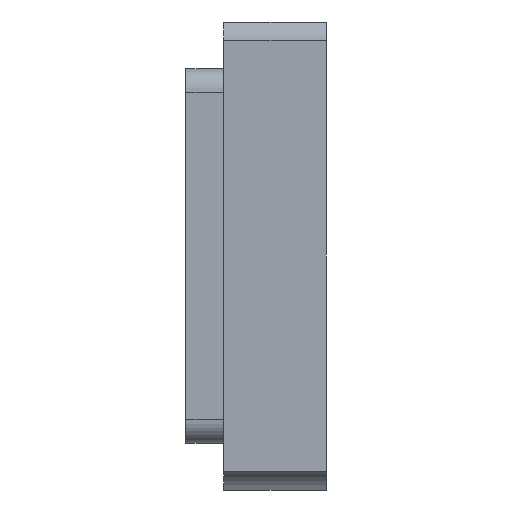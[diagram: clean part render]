
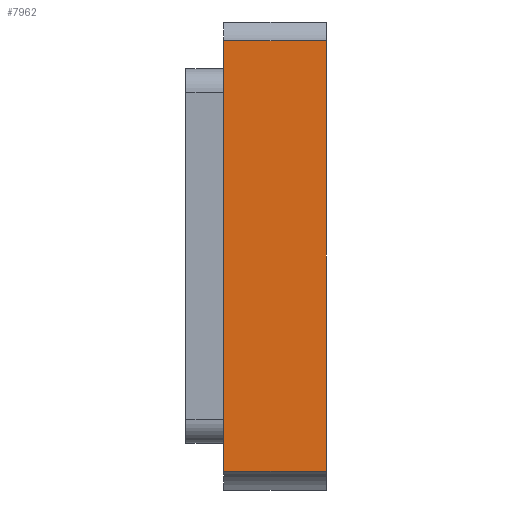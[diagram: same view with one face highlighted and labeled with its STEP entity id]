
A CAD part, left-side view. The second image highlights one B-rep face of the part: STEP entity #7962.
In plain terms, the highlighted planar face has unit normal (-1, 0, 0).
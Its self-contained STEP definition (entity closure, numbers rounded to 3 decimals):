
#35 = CARTESIAN_POINT ( 'NONE',  ( -1.6, 0.547, -1.15 ) ) ;
#357 = LINE ( 'NONE', #1681, #3614 ) ;
#556 = VECTOR ( 'NONE', #5624, 1000. ) ;
#666 = PLANE ( 'NONE',  #3212 ) ;
#678 = CARTESIAN_POINT ( 'NONE',  ( -1.6, 0., 1.096 ) ) ;
#1082 = DIRECTION ( 'NONE',  ( 0., 0., 1. ) ) ;
#1166 = FACE_OUTER_BOUND ( 'NONE', #7418, .T. ) ;
#1309 = DIRECTION ( 'NONE',  ( 1., 0., 0. ) ) ;
#1423 = VERTEX_POINT ( 'NONE', #6683 ) ;
#1534 = LINE ( 'NONE', #4815, #3466 ) ;
#1681 = CARTESIAN_POINT ( 'NONE',  ( -1.6, 0.547, -1.332 ) ) ;
#1962 = DIRECTION ( 'NONE',  ( 0., -1., 0. ) ) ;
#2176 = VERTEX_POINT ( 'NONE', #5252 ) ;
#2187 = EDGE_CURVE ( 'NONE', #2566, #5417, #4414, .T. ) ;
#2566 = VERTEX_POINT ( 'NONE', #8037 ) ;
#2588 = VERTEX_POINT ( 'NONE', #678 ) ;
#2676 = DIRECTION ( 'NONE',  ( 0., 0., 1. ) ) ;
#2690 = VECTOR ( 'NONE', #2676, 1000. ) ;
#2962 = VECTOR ( 'NONE', #6232, 1000. ) ;
#2963 = VERTEX_POINT ( 'NONE', #35 ) ;
#3000 = CARTESIAN_POINT ( 'NONE',  ( -1.6, 0.75, 1.15 ) ) ;
#3032 = CARTESIAN_POINT ( 'NONE',  ( -1.6, 0., 0. ) ) ;
#3048 = ORIENTED_EDGE ( 'NONE', *, *, #2187, .T. ) ;
#3076 = CARTESIAN_POINT ( 'NONE',  ( -1.6, 0., -1.15 ) ) ;
#3087 = EDGE_CURVE ( 'NONE', #1423, #2566, #7110, .T. ) ;
#3093 = ORIENTED_EDGE ( 'NONE', *, *, #8265, .F. ) ;
#3164 = VERTEX_POINT ( 'NONE', #3076 ) ;
#3212 = AXIS2_PLACEMENT_3D ( 'NONE', #5242, #1309, #5893 ) ;
#3422 = EDGE_CURVE ( 'NONE', #2588, #7870, #6843, .T. ) ;
#3466 = VECTOR ( 'NONE', #1962, 1000. ) ;
#3614 = VECTOR ( 'NONE', #6903, 1000. ) ;
#3632 = EDGE_CURVE ( 'NONE', #2963, #3164, #1534, .T. ) ;
#3640 = VECTOR ( 'NONE', #7794, 1000. ) ;
#3705 = ORIENTED_EDGE ( 'NONE', *, *, #3632, .T. ) ;
#4104 = EDGE_CURVE ( 'NONE', #3164, #1423, #4700, .T. ) ;
#4255 = LINE ( 'NONE', #4963, #556 ) ;
#4414 = LINE ( 'NONE', #7764, #2690 ) ;
#4658 = CARTESIAN_POINT ( 'NONE',  ( -1.6, 0., 1.096 ) ) ;
#4682 = ORIENTED_EDGE ( 'NONE', *, *, #7604, .F. ) ;
#4700 = LINE ( 'NONE', #8171, #2962 ) ;
#4774 = ORIENTED_EDGE ( 'NONE', *, *, #8260, .F. ) ;
#4815 = CARTESIAN_POINT ( 'NONE',  ( -1.6, 0.75, -1.15 ) ) ;
#4963 = CARTESIAN_POINT ( 'NONE',  ( -1.6, 0., 1.096 ) ) ;
#5242 = CARTESIAN_POINT ( 'NONE',  ( -1.6, 0.75, -1.15 ) ) ;
#5252 = CARTESIAN_POINT ( 'NONE',  ( -1.6, 0.547, 1.15 ) ) ;
#5376 = LINE ( 'NONE', #3000, #6880 ) ;
#5417 = VERTEX_POINT ( 'NONE', #4658 ) ;
#5624 = DIRECTION ( 'NONE',  ( 0., 1., 0. ) ) ;
#5893 = DIRECTION ( 'NONE',  ( 0., 0., -1. ) ) ;
#6232 = DIRECTION ( 'NONE',  ( 0., 0., 1. ) ) ;
#6652 = VECTOR ( 'NONE', #1082, 1000. ) ;
#6683 = CARTESIAN_POINT ( 'NONE',  ( -1.6, 0., -1.096 ) ) ;
#6843 = LINE ( 'NONE', #3032, #6652 ) ;
#6880 = VECTOR ( 'NONE', #8249, 1000. ) ;
#6903 = DIRECTION ( 'NONE',  ( 0., 0., 1. ) ) ;
#7062 = CARTESIAN_POINT ( 'NONE',  ( -1.6, 0., -1.096 ) ) ;
#7110 = LINE ( 'NONE', #7062, #3640 ) ;
#7418 = EDGE_LOOP ( 'NONE', ( #3093, #4774, #3705, #8298, #7657, #3048, #4682, #8286 ) ) ;
#7604 = EDGE_CURVE ( 'NONE', #2588, #5417, #4255, .T. ) ;
#7657 = ORIENTED_EDGE ( 'NONE', *, *, #3087, .T. ) ;
#7764 = CARTESIAN_POINT ( 'NONE',  ( -1.6, 0., -1.15 ) ) ;
#7794 = DIRECTION ( 'NONE',  ( 0., 1., 0. ) ) ;
#7870 = VERTEX_POINT ( 'NONE', #7996 ) ;
#7962 = ADVANCED_FACE ( 'NONE', ( #1166 ), #666, .F. ) ;
#7996 = CARTESIAN_POINT ( 'NONE',  ( -1.6, 0., 1.15 ) ) ;
#8037 = CARTESIAN_POINT ( 'NONE',  ( -1.6, 0., -1.096 ) ) ;
#8171 = CARTESIAN_POINT ( 'NONE',  ( -1.6, 0., 0. ) ) ;
#8249 = DIRECTION ( 'NONE',  ( 0., -1., 0. ) ) ;
#8260 = EDGE_CURVE ( 'NONE', #2963, #2176, #357, .T. ) ;
#8265 = EDGE_CURVE ( 'NONE', #2176, #7870, #5376, .T. ) ;
#8286 = ORIENTED_EDGE ( 'NONE', *, *, #3422, .T. ) ;
#8298 = ORIENTED_EDGE ( 'NONE', *, *, #4104, .T. ) ;
